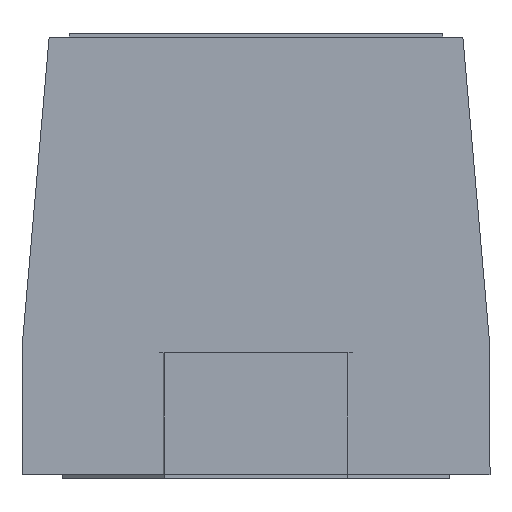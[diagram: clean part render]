
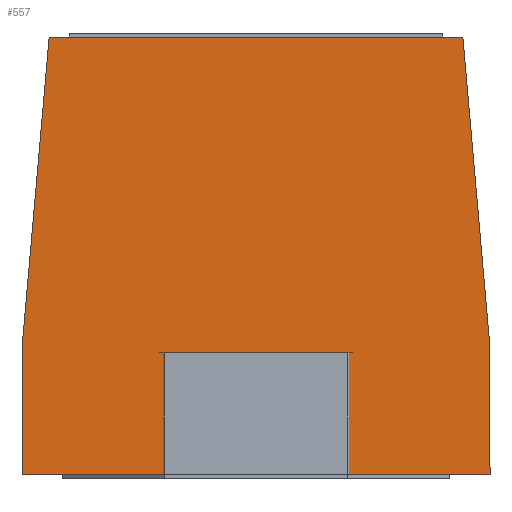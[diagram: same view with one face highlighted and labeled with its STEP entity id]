
A CAD part, front view. The second image highlights one B-rep face of the part: STEP entity #557.
In plain terms, the highlighted planar face has unit normal (0, -1, 0).
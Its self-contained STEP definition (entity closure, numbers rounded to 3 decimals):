
#121=VERTEX_POINT('',#740);
#122=VERTEX_POINT('',#742);
#124=VERTEX_POINT('',#748);
#126=VERTEX_POINT('',#754);
#128=VERTEX_POINT('',#760);
#130=VERTEX_POINT('',#766);
#169=VECTOR('',#627,1.);
#173=VECTOR('',#632,1.);
#176=VECTOR('',#636,1.);
#179=VECTOR('',#640,1.);
#182=VECTOR('',#644,1.);
#184=VECTOR('',#647,1.);
#235=LINE('',#741,#169);
#239=LINE('',#749,#173);
#242=LINE('',#755,#176);
#245=LINE('',#761,#179);
#248=LINE('',#767,#182);
#250=LINE('',#770,#184);
#301=EDGE_CURVE('',#121,#122,#235,.T.);
#305=EDGE_CURVE('',#124,#121,#239,.T.);
#308=EDGE_CURVE('',#126,#124,#242,.T.);
#311=EDGE_CURVE('',#128,#126,#245,.T.);
#314=EDGE_CURVE('',#130,#128,#248,.T.);
#316=EDGE_CURVE('',#122,#130,#250,.T.);
#407=ORIENTED_EDGE('',*,*,#316,.F.);
#408=ORIENTED_EDGE('',*,*,#301,.F.);
#409=ORIENTED_EDGE('',*,*,#305,.F.);
#410=ORIENTED_EDGE('',*,*,#308,.F.);
#411=ORIENTED_EDGE('',*,*,#311,.F.);
#412=ORIENTED_EDGE('',*,*,#314,.F.);
#498=EDGE_LOOP('',(#407,#408,#409,#410,#411,#412));
#528=FACE_BOUND('',#498,.T.);
#557=ADVANCED_FACE('',(#528),#865,.F.);
#586=AXIS2_PLACEMENT_3D('',#772,#649,$);
#627=DIRECTION('',(0.,0.,-1.));
#632=DIRECTION('',(1.,0.,0.));
#636=DIRECTION('',(0.,0.,1.));
#640=DIRECTION('',(-0.087,0.,0.996));
#644=DIRECTION('',(-1.,0.,0.));
#647=DIRECTION('',(-0.087,0.,-0.996));
#649=DIRECTION('',(0.,1.,0.));
#740=CARTESIAN_POINT('',(0.175,-0.325,-0.003));
#741=CARTESIAN_POINT('',(0.175,-0.325,-0.003));
#742=CARTESIAN_POINT('',(0.175,-0.325,-0.098));
#748=CARTESIAN_POINT('',(-0.175,-0.325,-0.003));
#749=CARTESIAN_POINT('',(-0.175,-0.325,-0.003));
#754=CARTESIAN_POINT('',(-0.175,-0.325,-0.098));
#755=CARTESIAN_POINT('',(-0.175,-0.325,-0.098));
#760=CARTESIAN_POINT('',(-0.155,-0.325,-0.33));
#761=CARTESIAN_POINT('',(-0.155,-0.325,-0.33));
#766=CARTESIAN_POINT('',(0.155,-0.325,-0.33));
#767=CARTESIAN_POINT('',(0.155,-0.325,-0.33));
#770=CARTESIAN_POINT('',(0.175,-0.325,-0.098));
#772=CARTESIAN_POINT('',(0.,-0.325,-0.161));
#865=PLANE('',#586);
